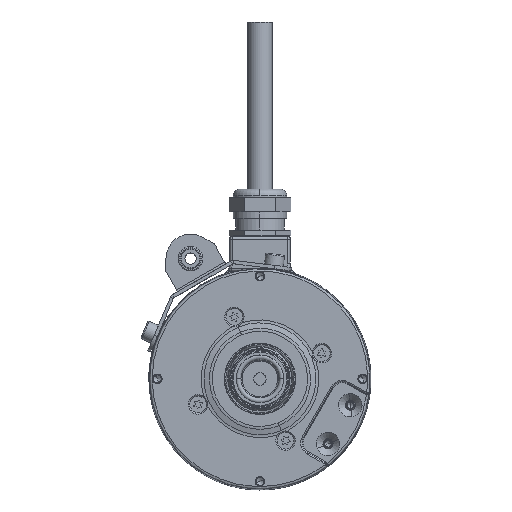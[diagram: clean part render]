
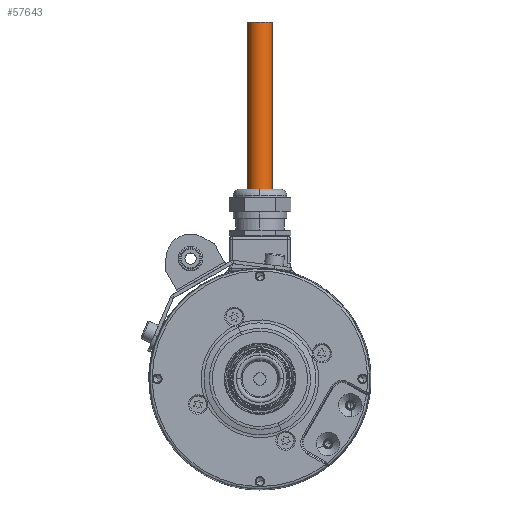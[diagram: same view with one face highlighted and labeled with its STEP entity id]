
A CAD part, top view. The second image highlights one B-rep face of the part: STEP entity #57643.
In plain terms, the highlighted cylindrical face has radius 5.5 mm (diameter 11 mm), a partial arc.
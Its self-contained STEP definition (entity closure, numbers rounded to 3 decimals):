
#15822=CARTESIAN_POINT('',(0.,85.1,-91.1));
#15823=DIRECTION('',(0.,1.,0.));
#15824=DIRECTION('',(-1.,0.,0.));
#15825=AXIS2_PLACEMENT_3D('',#15822,#15823,#15824);
#15847=DIRECTION('',(0.,1.,0.));
#15848=VECTOR('',#15847,74.9);
#15849=CARTESIAN_POINT('',(-5.5,85.1,-91.1));
#15850=LINE('',#15849,#15848);
#15851=DIRECTION('',(0.,1.,0.));
#15852=VECTOR('',#15851,74.9);
#15853=CARTESIAN_POINT('',(5.5,85.1,-91.1));
#15854=LINE('',#15853,#15852);
#15855=CARTESIAN_POINT('',(0.,160.,-91.1));
#15856=DIRECTION('',(0.,1.,0.));
#15857=DIRECTION('',(-1.,0.,0.));
#15858=AXIS2_PLACEMENT_3D('',#15855,#15856,#15857);
#51998=CARTESIAN_POINT('',(-5.5,160.,-91.1));
#51999=CARTESIAN_POINT('',(5.5,160.,-91.1));
#52000=VERTEX_POINT('',#51998);
#52001=VERTEX_POINT('',#51999);
#52032=CARTESIAN_POINT('',(-5.5,85.1,-91.1));
#52033=CARTESIAN_POINT('',(5.5,85.1,-91.1));
#52034=VERTEX_POINT('',#52032);
#52035=VERTEX_POINT('',#52033);
#57629=CARTESIAN_POINT('',(0.,60.,-91.1));
#57630=DIRECTION('',(0.,1.,0.));
#57631=DIRECTION('',(-1.,0.,0.));
#57632=AXIS2_PLACEMENT_3D('',#57629,#57630,#57631);
#57633=CYLINDRICAL_SURFACE('',#57632,5.5);
#57634=ORIENTED_EDGE('',*,*,#57610,.F.);
#57636=ORIENTED_EDGE('',*,*,#57635,.T.);
#57638=ORIENTED_EDGE('',*,*,#57637,.T.);
#57640=ORIENTED_EDGE('',*,*,#57639,.F.);
#57641=EDGE_LOOP('',(#57634,#57636,#57638,#57640));
#57642=FACE_OUTER_BOUND('',#57641,.F.);
#15826=CIRCLE('',#15825,5.5);
#15859=CIRCLE('',#15858,5.5);
#57610=EDGE_CURVE('',#52034,#52035,#15826,.T.);
#57635=EDGE_CURVE('',#52034,#52000,#15850,.T.);
#57637=EDGE_CURVE('',#52000,#52001,#15859,.T.);
#57639=EDGE_CURVE('',#52035,#52001,#15854,.T.);
#57643=ADVANCED_FACE('',(#57642),#57633,.T.);
